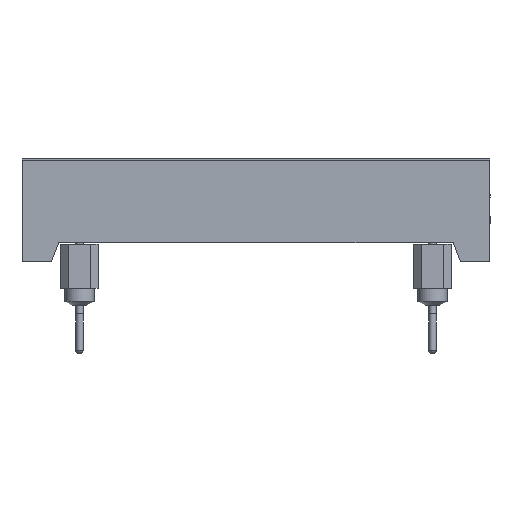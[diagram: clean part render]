
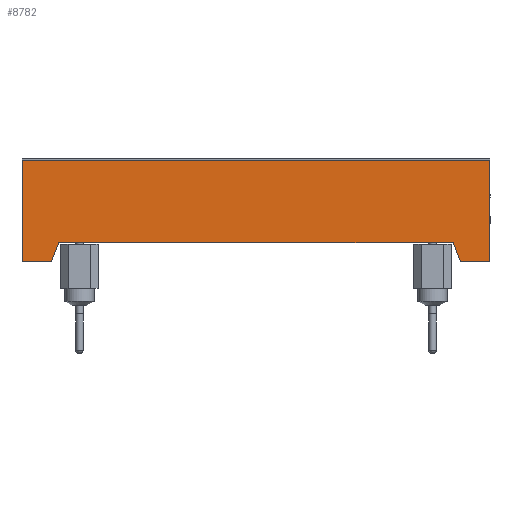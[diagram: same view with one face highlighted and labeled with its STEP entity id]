
A CAD part, left-side view. The second image highlights one B-rep face of the part: STEP entity #8782.
In plain terms, the highlighted face is planar.
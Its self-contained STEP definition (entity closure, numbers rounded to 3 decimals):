
#1075=PLANE('',#9644);
#1482=FACE_OUTER_BOUND('',#2215,.T.);
#2215=EDGE_LOOP('',(#6729,#6730,#6731,#6732,#6733,#6734,#6735,#6736));
#2887=LINE('',#13364,#3494);
#2895=LINE('',#13380,#3502);
#2896=LINE('',#13384,#3503);
#2904=LINE('',#13400,#3511);
#2905=LINE('',#13402,#3512);
#2906=LINE('',#13403,#3513);
#2907=LINE('',#13404,#3514);
#2908=LINE('',#13405,#3515);
#3494=VECTOR('',#10893,1000.);
#3502=VECTOR('',#10903,1000.);
#3503=VECTOR('',#10906,1000.);
#3511=VECTOR('',#10916,1000.);
#3512=VECTOR('',#10917,1000.);
#3513=VECTOR('',#10918,1000.);
#3514=VECTOR('',#10919,1000.);
#3515=VECTOR('',#10920,1000.);
#4569=VERTEX_POINT('',#13361);
#4570=VERTEX_POINT('',#13363);
#4572=VERTEX_POINT('',#13369);
#4577=VERTEX_POINT('',#13378);
#4578=VERTEX_POINT('',#13382);
#4579=VERTEX_POINT('',#13383);
#4586=VERTEX_POINT('',#13399);
#4587=VERTEX_POINT('',#13401);
#5387=EDGE_CURVE('',#4569,#4570,#2887,.T.);
#5395=EDGE_CURVE('',#4577,#4572,#2895,.T.);
#5396=EDGE_CURVE('',#4578,#4579,#2896,.T.);
#5404=EDGE_CURVE('',#4577,#4586,#2904,.T.);
#5405=EDGE_CURVE('',#4587,#4586,#2905,.T.);
#5406=EDGE_CURVE('',#4570,#4587,#2906,.T.);
#5407=EDGE_CURVE('',#4569,#4578,#2907,.T.);
#5408=EDGE_CURVE('',#4572,#4579,#2908,.T.);
#6729=ORIENTED_EDGE('',*,*,#5395,.F.);
#6730=ORIENTED_EDGE('',*,*,#5404,.T.);
#6731=ORIENTED_EDGE('',*,*,#5405,.F.);
#6732=ORIENTED_EDGE('',*,*,#5406,.F.);
#6733=ORIENTED_EDGE('',*,*,#5387,.F.);
#6734=ORIENTED_EDGE('',*,*,#5407,.T.);
#6735=ORIENTED_EDGE('',*,*,#5396,.T.);
#6736=ORIENTED_EDGE('',*,*,#5408,.F.);
#8782=ADVANCED_FACE('',(#1482),#1075,.F.);
#9644=AXIS2_PLACEMENT_3D('',#13398,#10914,#10915);
#10893=DIRECTION('',(-1.,0.,0.));
#10903=DIRECTION('',(-1.,0.,0.));
#10906=DIRECTION('',(-1.,0.,0.));
#10914=DIRECTION('center_axis',(0.,0.,-1.));
#10915=DIRECTION('ref_axis',(-1.,0.,0.));
#10916=DIRECTION('',(0.359,0.933,0.));
#10917=DIRECTION('',(-1.,0.,0.));
#10918=DIRECTION('',(-0.359,0.933,0.));
#10919=DIRECTION('',(0.,1.,0.));
#10920=DIRECTION('',(0.,1.,0.));
#13361=CARTESIAN_POINT('',(31.8,-7.,0.));
#13363=CARTESIAN_POINT('',(29.8,-7.,0.));
#13364=CARTESIAN_POINT('',(0.,-7.,0.));
#13369=CARTESIAN_POINT('',(0.,-7.,0.));
#13378=CARTESIAN_POINT('',(2.,-7.,0.));
#13380=CARTESIAN_POINT('',(0.,-7.,0.));
#13382=CARTESIAN_POINT('',(31.8,-0.1,0.));
#13383=CARTESIAN_POINT('',(0.,-0.1,0.));
#13384=CARTESIAN_POINT('',(0.,-0.1,0.));
#13398=CARTESIAN_POINT('Origin',(0.,-7.,0.));
#13399=CARTESIAN_POINT('',(2.5,-5.7,0.));
#13400=CARTESIAN_POINT('',(4.088,-1.572,0.));
#13401=CARTESIAN_POINT('',(29.3,-5.7,0.));
#13402=CARTESIAN_POINT('',(0.,-5.7,0.));
#13403=CARTESIAN_POINT('',(23.614,9.082,0.));
#13404=CARTESIAN_POINT('',(31.8,-7.,0.));
#13405=CARTESIAN_POINT('',(0.,-7.,0.));
